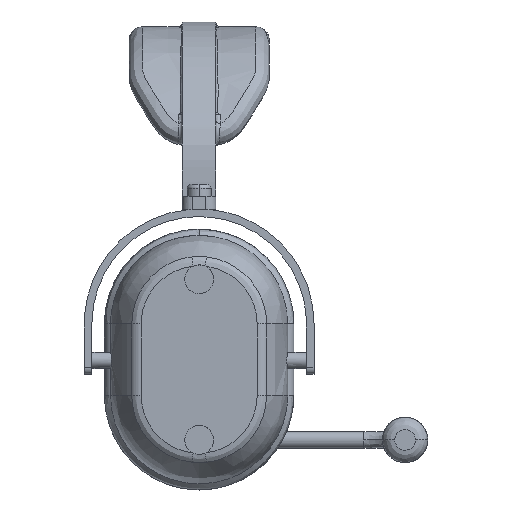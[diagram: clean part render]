
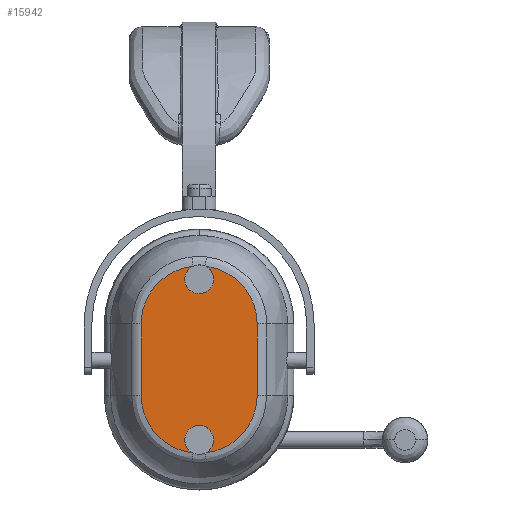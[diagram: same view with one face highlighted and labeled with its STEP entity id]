
A CAD part, left-side view. The second image highlights one B-rep face of the part: STEP entity #15942.
In plain terms, the highlighted free-form (B-spline) face has degree [1, 1] with [2, 2] control points.
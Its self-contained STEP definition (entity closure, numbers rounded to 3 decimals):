
#15915 = VERTEX_POINT('',#15916);
#15916 = CARTESIAN_POINT('',(-171.808,34.843,
    -40.923));
#15922 = EDGE_CURVE('',#15923,#15915,#15925,.T.);
#15923 = VERTEX_POINT('',#15924);
#15924 = CARTESIAN_POINT('',(-171.808,34.843,
    2.559));
#15925 = B_SPLINE_CURVE_WITH_KNOTS('',1,(#15926,#15927),.UNSPECIFIED.,
  .F.,.F.,(2,2),(37.986,72.653),
  .PIECEWISE_BEZIER_KNOTS.);
#15926 = CARTESIAN_POINT('',(-171.808,34.843,
    2.559));
#15927 = CARTESIAN_POINT('',(-171.808,34.843,
    -40.923));
#15942 = ADVANCED_FACE('',(#15943),#16023,.F.);
#15943 = FACE_BOUND('',#15944,.T.);
#15944 = EDGE_LOOP('',(#15945,#15957,#15963,#15964,#15972,#15982,#15992,
    #16000,#16007,#16015));
#15945 = ORIENTED_EDGE('',*,*,#15946,.F.);
#15946 = EDGE_CURVE('',#15947,#15949,#15951,.T.);
#15947 = VERTEX_POINT('',#15948);
#15948 = CARTESIAN_POINT('',(-171.808,3.254,
    37.682));
#15949 = VERTEX_POINT('',#15950);
#15950 = CARTESIAN_POINT('',(-171.808,-0.477,
    20.955));
#15951 = ( BOUNDED_CURVE() B_SPLINE_CURVE(2,(#15952,#15953,#15954,#15955
,#15956),.UNSPECIFIED.,.F.,.F.) B_SPLINE_CURVE_WITH_KNOTS((3,2,3),(
    3.581,4.932,6.283),
.PIECEWISE_BEZIER_KNOTS.) CURVE() GEOMETRIC_REPRESENTATION_ITEM() 
RATIONAL_B_SPLINE_CURVE((1.,0.78,1.,0.78,1.)) 
REPRESENTATION_ITEM('') );
#15952 = CARTESIAN_POINT('',(-171.808,3.254,
    37.682));
#15953 = CARTESIAN_POINT('',(-171.808,9.624,
    34.692));
#15954 = CARTESIAN_POINT('',(-171.808,8.092,27.823
    ));
#15955 = CARTESIAN_POINT('',(-171.808,6.56,
    20.955));
#15956 = CARTESIAN_POINT('',(-171.808,-0.477,
    20.955));
#15957 = ORIENTED_EDGE('',*,*,#15958,.T.);
#15958 = EDGE_CURVE('',#15947,#15923,#15959,.T.);
#15959 = ( BOUNDED_CURVE() B_SPLINE_CURVE(2,(#15960,#15961,#15962),
.UNSPECIFIED.,.F.,.F.) B_SPLINE_CURVE_WITH_KNOTS((3,3),(3.247,
4.712),.PIECEWISE_BEZIER_KNOTS.) CURVE() 
GEOMETRIC_REPRESENTATION_ITEM() RATIONAL_B_SPLINE_CURVE((1.,
0.744,1.)) REPRESENTATION_ITEM('') );
#15960 = CARTESIAN_POINT('',(-171.808,3.254,
    37.682));
#15961 = CARTESIAN_POINT('',(-171.808,34.843,
    34.326));
#15962 = CARTESIAN_POINT('',(-171.808,34.843,
    2.559));
#15963 = ORIENTED_EDGE('',*,*,#15922,.T.);
#15964 = ORIENTED_EDGE('',*,*,#15965,.T.);
#15965 = EDGE_CURVE('',#15915,#15966,#15968,.T.);
#15966 = VERTEX_POINT('',#15967);
#15967 = CARTESIAN_POINT('',(-171.808,3.254,
    -76.045));
#15968 = ( BOUNDED_CURVE() B_SPLINE_CURVE(2,(#15969,#15970,#15971),
.UNSPECIFIED.,.F.,.F.) B_SPLINE_CURVE_WITH_KNOTS((3,3),(4.712,
6.177),.PIECEWISE_BEZIER_KNOTS.) CURVE() 
GEOMETRIC_REPRESENTATION_ITEM() RATIONAL_B_SPLINE_CURVE((1.,
0.744,1.)) REPRESENTATION_ITEM('') );
#15969 = CARTESIAN_POINT('',(-171.808,34.843,
    -40.923));
#15970 = CARTESIAN_POINT('',(-171.808,34.843,
    -72.69));
#15971 = CARTESIAN_POINT('',(-171.808,3.254,
    -76.045));
#15972 = ORIENTED_EDGE('',*,*,#15973,.F.);
#15973 = EDGE_CURVE('',#15974,#15966,#15976,.T.);
#15974 = VERTEX_POINT('',#15975);
#15975 = CARTESIAN_POINT('',(-171.808,-0.477,
    -59.318));
#15976 = ( BOUNDED_CURVE() B_SPLINE_CURVE(2,(#15977,#15978,#15979,#15980
,#15981),.UNSPECIFIED.,.F.,.F.) B_SPLINE_CURVE_WITH_KNOTS((3,2,3),(
    3.142,4.493,5.844),
.PIECEWISE_BEZIER_KNOTS.) CURVE() GEOMETRIC_REPRESENTATION_ITEM() 
RATIONAL_B_SPLINE_CURVE((1.,0.78,1.,0.78,1.)) 
REPRESENTATION_ITEM('') );
#15977 = CARTESIAN_POINT('',(-171.808,-0.477,
    -59.318));
#15978 = CARTESIAN_POINT('',(-171.808,6.56,
    -59.318));
#15979 = CARTESIAN_POINT('',(-171.808,8.092,
    -66.186));
#15980 = CARTESIAN_POINT('',(-171.808,9.624,
    -73.055));
#15981 = CARTESIAN_POINT('',(-171.808,3.254,
    -76.045));
#15982 = ORIENTED_EDGE('',*,*,#15983,.F.);
#15983 = EDGE_CURVE('',#15984,#15974,#15986,.T.);
#15984 = VERTEX_POINT('',#15985);
#15985 = CARTESIAN_POINT('',(-171.808,-4.208,
    -76.045));
#15986 = ( BOUNDED_CURVE() B_SPLINE_CURVE(2,(#15987,#15988,#15989,#15990
,#15991),.UNSPECIFIED.,.F.,.F.) B_SPLINE_CURVE_WITH_KNOTS((3,2,3),(
    0.439,1.79,3.142),
.PIECEWISE_BEZIER_KNOTS.) CURVE() GEOMETRIC_REPRESENTATION_ITEM() 
RATIONAL_B_SPLINE_CURVE((1.,0.78,1.,0.78,1.)) 
REPRESENTATION_ITEM('') );
#15987 = CARTESIAN_POINT('',(-171.808,-4.208,
    -76.045));
#15988 = CARTESIAN_POINT('',(-171.808,-10.578,
    -73.055));
#15989 = CARTESIAN_POINT('',(-171.808,-9.046,
    -66.186));
#15990 = CARTESIAN_POINT('',(-171.808,-7.514,
    -59.318));
#15991 = CARTESIAN_POINT('',(-171.808,-0.477,
    -59.318));
#15992 = ORIENTED_EDGE('',*,*,#15993,.T.);
#15993 = EDGE_CURVE('',#15984,#15994,#15996,.T.);
#15994 = VERTEX_POINT('',#15995);
#15995 = CARTESIAN_POINT('',(-171.808,-35.797,
    -40.923));
#15996 = ( BOUNDED_CURVE() B_SPLINE_CURVE(2,(#15997,#15998,#15999),
.UNSPECIFIED.,.F.,.F.) B_SPLINE_CURVE_WITH_KNOTS((3,3),(0.106,
1.571),.PIECEWISE_BEZIER_KNOTS.) CURVE() 
GEOMETRIC_REPRESENTATION_ITEM() RATIONAL_B_SPLINE_CURVE((1.,
0.744,1.)) REPRESENTATION_ITEM('') );
#15997 = CARTESIAN_POINT('',(-171.808,-4.208,
    -76.045));
#15998 = CARTESIAN_POINT('',(-171.808,-35.797,
    -72.69));
#15999 = CARTESIAN_POINT('',(-171.808,-35.797,
    -40.923));
#16000 = ORIENTED_EDGE('',*,*,#16001,.T.);
#16001 = EDGE_CURVE('',#15994,#16002,#16004,.T.);
#16002 = VERTEX_POINT('',#16003);
#16003 = CARTESIAN_POINT('',(-171.808,-35.797,
    2.559));
#16004 = B_SPLINE_CURVE_WITH_KNOTS('',1,(#16005,#16006),.UNSPECIFIED.,
  .F.,.F.,(2,2),(-72.653,-37.986),
  .PIECEWISE_BEZIER_KNOTS.);
#16005 = CARTESIAN_POINT('',(-171.808,-35.797,
    -40.923));
#16006 = CARTESIAN_POINT('',(-171.808,-35.797,
    2.559));
#16007 = ORIENTED_EDGE('',*,*,#16008,.T.);
#16008 = EDGE_CURVE('',#16002,#16009,#16011,.T.);
#16009 = VERTEX_POINT('',#16010);
#16010 = CARTESIAN_POINT('',(-171.808,-4.208,
    37.682));
#16011 = ( BOUNDED_CURVE() B_SPLINE_CURVE(2,(#16012,#16013,#16014),
.UNSPECIFIED.,.F.,.F.) B_SPLINE_CURVE_WITH_KNOTS((3,3),(1.571,
3.036),.PIECEWISE_BEZIER_KNOTS.) CURVE() 
GEOMETRIC_REPRESENTATION_ITEM() RATIONAL_B_SPLINE_CURVE((1.,
0.744,1.)) REPRESENTATION_ITEM('') );
#16012 = CARTESIAN_POINT('',(-171.808,-35.797,
    2.559));
#16013 = CARTESIAN_POINT('',(-171.808,-35.797,
    34.326));
#16014 = CARTESIAN_POINT('',(-171.808,-4.208,
    37.682));
#16015 = ORIENTED_EDGE('',*,*,#16016,.F.);
#16016 = EDGE_CURVE('',#15949,#16009,#16017,.T.);
#16017 = ( BOUNDED_CURVE() B_SPLINE_CURVE(2,(#16018,#16019,#16020,#16021
,#16022),.UNSPECIFIED.,.F.,.F.) B_SPLINE_CURVE_WITH_KNOTS((3,2,3),(0.,
1.351,2.703),.PIECEWISE_BEZIER_KNOTS.) CURVE() 
GEOMETRIC_REPRESENTATION_ITEM() RATIONAL_B_SPLINE_CURVE((1.,
0.78,1.,0.78,1.)) REPRESENTATION_ITEM('') );
#16018 = CARTESIAN_POINT('',(-171.808,-0.477,
    20.955));
#16019 = CARTESIAN_POINT('',(-171.808,-7.514,
    20.955));
#16020 = CARTESIAN_POINT('',(-171.808,-9.046,
    27.823));
#16021 = CARTESIAN_POINT('',(-171.808,-10.578,
    34.692));
#16022 = CARTESIAN_POINT('',(-171.808,-4.208,
    37.682));
#16023 = B_SPLINE_SURFACE_WITH_KNOTS('',1,1,(
    (#16024,#16025)
    ,(#16026,#16027
    )),.UNSPECIFIED.,.F.,.F.,.F.,(2,2),(2,2),(9.983,
    100.656),(74.84,131.16),
  .PIECEWISE_BEZIER_KNOTS.);
#16024 = CARTESIAN_POINT('',(-171.808,-35.797,
    37.682));
#16025 = CARTESIAN_POINT('',(-171.808,34.843,
    37.682));
#16026 = CARTESIAN_POINT('',(-171.808,-35.797,
    -76.045));
#16027 = CARTESIAN_POINT('',(-171.808,34.843,
    -76.045));
